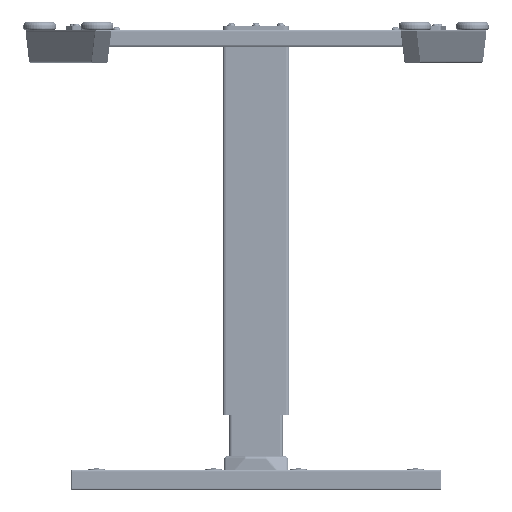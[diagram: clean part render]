
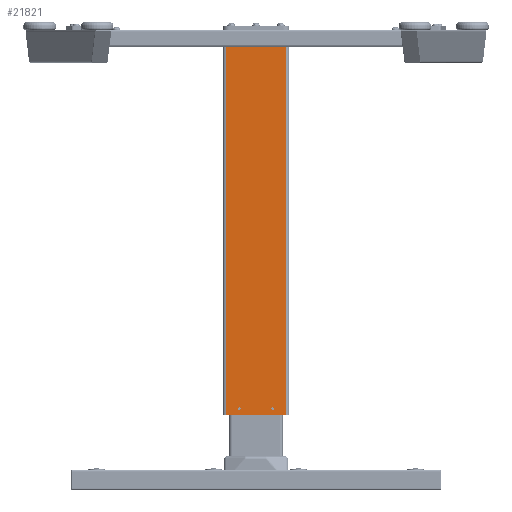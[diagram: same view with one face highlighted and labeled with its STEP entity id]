
A CAD part, front view. The second image highlights one B-rep face of the part: STEP entity #21821.
In plain terms, the highlighted planar face has unit normal (0, -1, 0).
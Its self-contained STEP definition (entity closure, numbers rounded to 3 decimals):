
#21241=DIRECTION('',(1.,0.,0.));
#21242=VECTOR('',#21241,90.);
#21243=CARTESIAN_POINT('',(-45.,-37.5,580.));
#21244=LINE('',#21243,#21242);
#21265=DIRECTION('',(0.,0.,-1.));
#21266=VECTOR('',#21265,580.);
#21267=CARTESIAN_POINT('',(-45.,-37.5,580.));
#21268=LINE('',#21267,#21266);
#21301=DIRECTION('',(1.,0.,0.));
#21302=VECTOR('',#21301,90.);
#21303=CARTESIAN_POINT('',(-45.,-37.5,0.));
#21304=LINE('',#21303,#21302);
#21309=DIRECTION('',(0.,0.,1.));
#21310=VECTOR('',#21309,580.);
#21311=CARTESIAN_POINT('',(45.,-37.5,0.));
#21312=LINE('',#21311,#21310);
#21317=CARTESIAN_POINT('',(-25.25,-37.5,9.5));
#21318=DIRECTION('',(0.,-1.,0.));
#21319=DIRECTION('',(-1.,0.,0.));
#21320=AXIS2_PLACEMENT_3D('',#21317,#21318,#21319);
#21322=CARTESIAN_POINT('',(-25.25,-37.5,9.5));
#21323=DIRECTION('',(0.,-1.,0.));
#21324=DIRECTION('',(1.,0.,0.));
#21325=AXIS2_PLACEMENT_3D('',#21322,#21323,#21324);
#21327=CARTESIAN_POINT('',(25.25,-37.5,9.5));
#21328=DIRECTION('',(0.,-1.,0.));
#21329=DIRECTION('',(-1.,0.,0.));
#21330=AXIS2_PLACEMENT_3D('',#21327,#21328,#21329);
#21332=CARTESIAN_POINT('',(25.25,-37.5,9.5));
#21333=DIRECTION('',(0.,-1.,0.));
#21334=DIRECTION('',(1.,0.,0.));
#21335=AXIS2_PLACEMENT_3D('',#21332,#21333,#21334);
#21473=CARTESIAN_POINT('',(45.,-37.5,0.));
#21475=VERTEX_POINT('',#21473);
#21487=CARTESIAN_POINT('',(-45.,-37.5,0.));
#21488=VERTEX_POINT('',#21487);
#21501=CARTESIAN_POINT('',(-27.35,-37.5,9.5));
#21502=CARTESIAN_POINT('',(-23.15,-37.5,9.5));
#21503=VERTEX_POINT('',#21501);
#21504=VERTEX_POINT('',#21502);
#21505=CARTESIAN_POINT('',(23.15,-37.5,9.5));
#21506=CARTESIAN_POINT('',(27.35,-37.5,9.5));
#21507=VERTEX_POINT('',#21505);
#21508=VERTEX_POINT('',#21506);
#21526=CARTESIAN_POINT('',(-45.,-37.5,580.));
#21528=VERTEX_POINT('',#21526);
#21537=CARTESIAN_POINT('',(45.,-37.5,580.));
#21539=VERTEX_POINT('',#21537);
#21798=CARTESIAN_POINT('',(50.,-37.5,0.));
#21799=DIRECTION('',(0.,1.,0.));
#21800=DIRECTION('',(-1.,0.,0.));
#21801=AXIS2_PLACEMENT_3D('',#21798,#21799,#21800);
#21802=PLANE('',#21801);
#21803=ORIENTED_EDGE('',*,*,#21727,.F.);
#21804=ORIENTED_EDGE('',*,*,#21697,.T.);
#21805=ORIENTED_EDGE('',*,*,#21789,.F.);
#21806=ORIENTED_EDGE('',*,*,#21762,.F.);
#21807=EDGE_LOOP('',(#21803,#21804,#21805,#21806));
#21808=FACE_OUTER_BOUND('',#21807,.F.);
#21810=ORIENTED_EDGE('',*,*,#21809,.T.);
#21812=ORIENTED_EDGE('',*,*,#21811,.T.);
#21813=EDGE_LOOP('',(#21810,#21812));
#21814=FACE_BOUND('',#21813,.F.);
#21816=ORIENTED_EDGE('',*,*,#21815,.T.);
#21818=ORIENTED_EDGE('',*,*,#21817,.T.);
#21819=EDGE_LOOP('',(#21816,#21818));
#21820=FACE_BOUND('',#21819,.F.);
#21821=ADVANCED_FACE('',(#21808,#21814,#21820),#21802,.F.);
#21321=CIRCLE('',#21320,2.1);
#21326=CIRCLE('',#21325,2.1);
#21331=CIRCLE('',#21330,2.1);
#21336=CIRCLE('',#21335,2.1);
#21697=EDGE_CURVE('',#21528,#21539,#21244,.T.);
#21727=EDGE_CURVE('',#21528,#21488,#21268,.T.);
#21762=EDGE_CURVE('',#21488,#21475,#21304,.T.);
#21789=EDGE_CURVE('',#21475,#21539,#21312,.T.);
#21809=EDGE_CURVE('',#21507,#21508,#21331,.T.);
#21811=EDGE_CURVE('',#21508,#21507,#21336,.T.);
#21815=EDGE_CURVE('',#21503,#21504,#21321,.T.);
#21817=EDGE_CURVE('',#21504,#21503,#21326,.T.);
